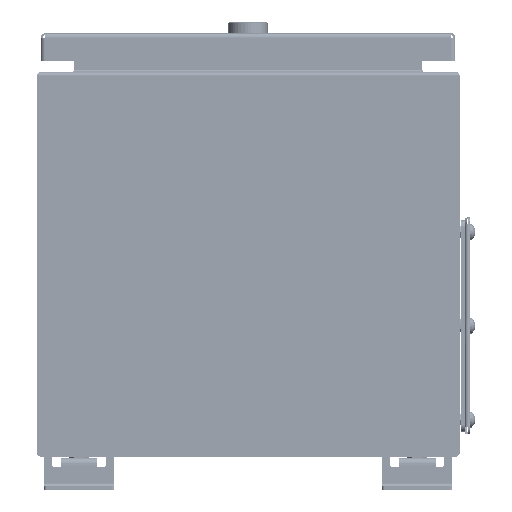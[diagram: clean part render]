
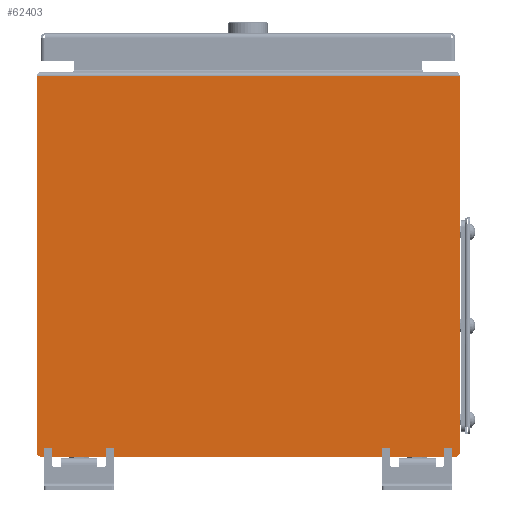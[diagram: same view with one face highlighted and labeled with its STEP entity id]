
A CAD part, left-side view. The second image highlights one B-rep face of the part: STEP entity #62403.
In plain terms, the highlighted planar face has unit normal (-1, 0, 0).
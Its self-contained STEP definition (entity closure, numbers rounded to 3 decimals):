
#2567 = CARTESIAN_POINT ( 'NONE',  ( -1.5, 150., 136.5 ) ) ;
#2578 = ORIENTED_EDGE ( 'NONE', *, *, #17485, .T. ) ;
#3776 = DIRECTION ( 'NONE',  ( 0., 0., -1. ) ) ;
#7215 = CARTESIAN_POINT ( 'NONE',  ( -1.5, -150., -133.5 ) ) ;
#8888 = LINE ( 'NONE', #60051, #25426 ) ;
#9323 = LINE ( 'NONE', #49328, #57314 ) ;
#9665 = CARTESIAN_POINT ( 'NONE',  ( -1.5, 150., 133.5 ) ) ;
#14758 = DIRECTION ( 'NONE',  ( 0., 0., 1. ) ) ;
#14843 = AXIS2_PLACEMENT_3D ( 'NONE', #16137, #33167, #56191 ) ;
#15163 = EDGE_CURVE ( 'NONE', #38035, #69548, #25846, .T. ) ;
#15754 = FACE_OUTER_BOUND ( 'NONE', #28999, .T. ) ;
#16137 = CARTESIAN_POINT ( 'NONE',  ( -1.5, -147., -133.5 ) ) ;
#16998 = CIRCLE ( 'NONE', #35921, 3. ) ;
#17485 = EDGE_CURVE ( 'NONE', #17826, #69548, #41957, .T. ) ;
#17826 = VERTEX_POINT ( 'NONE', #47437 ) ;
#20260 = VECTOR ( 'NONE', #14758, 1000. ) ;
#22036 = ORIENTED_EDGE ( 'NONE', *, *, #71594, .F. ) ;
#25426 = VECTOR ( 'NONE', #53696, 1000. ) ;
#25846 = LINE ( 'NONE', #2567, #20260 ) ;
#26420 = EDGE_CURVE ( 'NONE', #39429, #66067, #31355, .T. ) ;
#27025 = CARTESIAN_POINT ( 'NONE',  ( -1.5, 150., -133.5 ) ) ;
#28999 = EDGE_LOOP ( 'NONE', ( #22036, #40475, #56236, #2578, #73173, #32876 ) ) ;
#29773 = CARTESIAN_POINT ( 'NONE',  ( -1.5, 147., -136.5 ) ) ;
#30195 = EDGE_CURVE ( 'NONE', #17826, #66067, #9323, .T. ) ;
#31355 = CIRCLE ( 'NONE', #14843, 3. ) ;
#32876 = ORIENTED_EDGE ( 'NONE', *, *, #57266, .T. ) ;
#33147 = CARTESIAN_POINT ( 'NONE',  ( -1.5, 0., 0. ) ) ;
#33167 = DIRECTION ( 'NONE',  ( -1., 0., 0. ) ) ;
#35921 = AXIS2_PLACEMENT_3D ( 'NONE', #43035, #36668, #54503 ) ;
#36668 = DIRECTION ( 'NONE',  ( -1., 0., 0. ) ) ;
#38035 = VERTEX_POINT ( 'NONE', #27025 ) ;
#39100 = PLANE ( 'NONE',  #71922 ) ;
#39429 = VERTEX_POINT ( 'NONE', #59400 ) ;
#40475 = ORIENTED_EDGE ( 'NONE', *, *, #26420, .T. ) ;
#41957 = LINE ( 'NONE', #46802, #55607 ) ;
#43035 = CARTESIAN_POINT ( 'NONE',  ( -1.5, 147., -133.5 ) ) ;
#46802 = CARTESIAN_POINT ( 'NONE',  ( -1.5, -150., 133.5 ) ) ;
#47437 = CARTESIAN_POINT ( 'NONE',  ( -1.5, -150., 133.5 ) ) ;
#49328 = CARTESIAN_POINT ( 'NONE',  ( -1.5, -150., 136.5 ) ) ;
#53696 = DIRECTION ( 'NONE',  ( 0., 1., 0. ) ) ;
#54503 = DIRECTION ( 'NONE',  ( 0., 0., 1. ) ) ;
#55607 = VECTOR ( 'NONE', #57935, 1000. ) ;
#56191 = DIRECTION ( 'NONE',  ( 0., 0., 1. ) ) ;
#56236 = ORIENTED_EDGE ( 'NONE', *, *, #30195, .F. ) ;
#57266 = EDGE_CURVE ( 'NONE', #38035, #58174, #16998, .T. ) ;
#57314 = VECTOR ( 'NONE', #3776, 1000. ) ;
#57935 = DIRECTION ( 'NONE',  ( 0., 1., 0. ) ) ;
#58174 = VERTEX_POINT ( 'NONE', #29773 ) ;
#59400 = CARTESIAN_POINT ( 'NONE',  ( -1.5, -147., -136.5 ) ) ;
#60051 = CARTESIAN_POINT ( 'NONE',  ( -1.5, -150., -136.5 ) ) ;
#62403 = ADVANCED_FACE ( 'NONE', ( #15754 ), #39100, .T. ) ;
#66067 = VERTEX_POINT ( 'NONE', #7215 ) ;
#66230 = DIRECTION ( 'NONE',  ( 0., 0., 1. ) ) ;
#69548 = VERTEX_POINT ( 'NONE', #9665 ) ;
#71594 = EDGE_CURVE ( 'NONE', #39429, #58174, #8888, .T. ) ;
#71922 = AXIS2_PLACEMENT_3D ( 'NONE', #33147, #72952, #66230 ) ;
#72952 = DIRECTION ( 'NONE',  ( -1., 0., 0. ) ) ;
#73173 = ORIENTED_EDGE ( 'NONE', *, *, #15163, .F. ) ;
